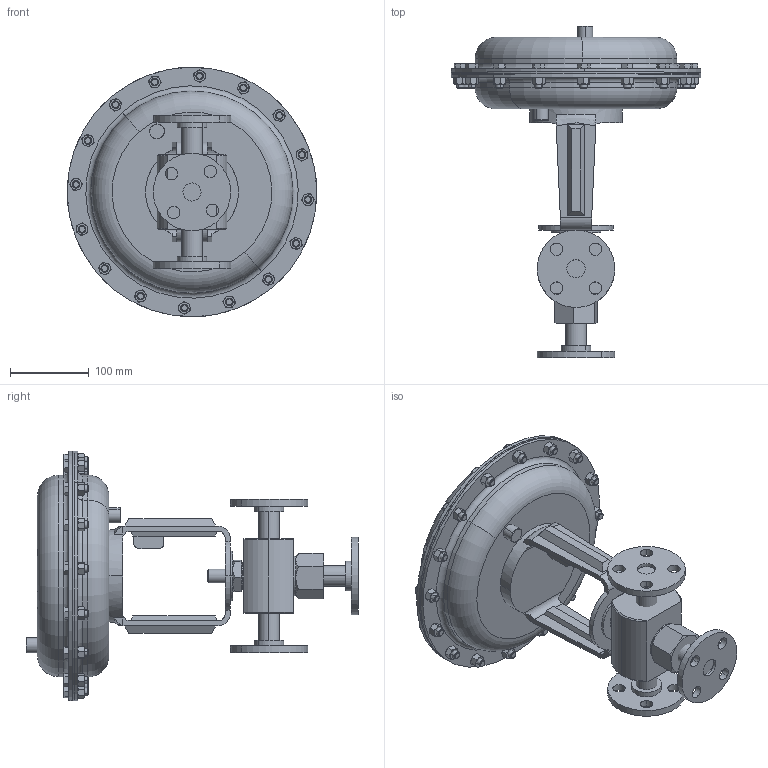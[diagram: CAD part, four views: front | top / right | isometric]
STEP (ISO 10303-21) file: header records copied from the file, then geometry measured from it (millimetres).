
FILE_DESCRIPTION (( 'STEP AP203' ), '1' );
FILE_NAME ('8000T-075-BR+CB+SB-R5-55M.step', '2017-09-20T11:28:42', ( '' ), ( '' ), 'SwSTEP 2.0', 'SolidWorks 2014', '' );
FILE_SCHEMA (( 'CONFIG_CONTROL_DESIGN' ));
Length unit declared in the file: inch
Products named in the file (1): 8000T-075-BR+CB+SB-R5-55M
Bounding box: 317.42 x 422.17 x 317.42 mm (x, y, z)
Volume: 5579239 mm3; surface area: 814526.3 mm2
Topology: 48 solids, 48 shells, 912 faces, 1956 edges, 1175 vertices
Faces by surface type: cone 378, plane 374, cylinder 136, torus 22, bspline 2
Entity records: 26908 total; most frequent: CARTESIAN_POINT 7954, ORIENTED_EDGE 3912, DIRECTION 3807, EDGE_CURVE 1956, AXIS2_PLACEMENT_3D 1600, VERTEX_POINT 1175, EDGE_LOOP 981, FACE_OUTER_BOUND 912
